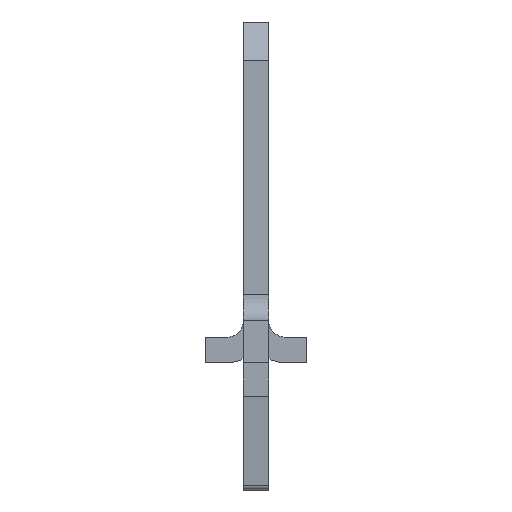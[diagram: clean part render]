
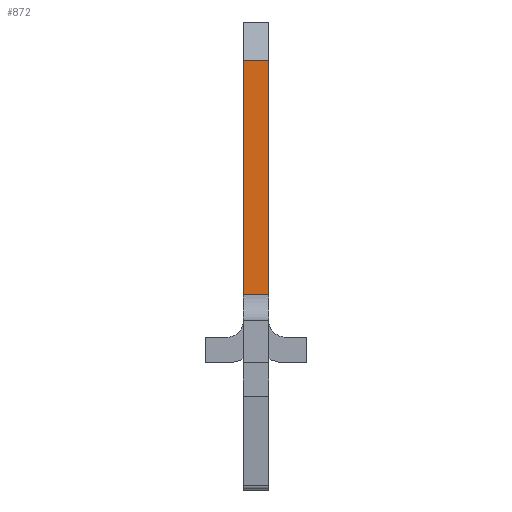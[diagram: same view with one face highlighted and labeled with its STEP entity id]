
A CAD part, top view. The second image highlights one B-rep face of the part: STEP entity #872.
In plain terms, the highlighted planar face has unit normal (0, 0, 1).
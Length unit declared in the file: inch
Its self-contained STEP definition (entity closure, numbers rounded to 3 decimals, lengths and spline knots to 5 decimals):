
#10 = CARTESIAN_POINT ( 'NONE',  ( -0.015, 0.08, 0.125 ) ) ;
#46 = EDGE_CURVE ( 'NONE', #728, #543, #535, .T. ) ;
#98 = CARTESIAN_POINT ( 'NONE',  ( 0.015, 0., 0.125 ) ) ;
#115 = LINE ( 'NONE', #1101, #1195 ) ;
#129 = EDGE_CURVE ( 'NONE', #706, #195, #492, .T. ) ;
#171 = DIRECTION ( 'NONE',  ( -1., 0., 0. ) ) ;
#195 = VERTEX_POINT ( 'NONE', #1191 ) ;
#283 = LINE ( 'NONE', #1103, #811 ) ;
#307 = ORIENTED_EDGE ( 'NONE', *, *, #46, .F. ) ;
#308 = CARTESIAN_POINT ( 'NONE',  ( -0.015, 0.357, 0.125 ) ) ;
#317 = CARTESIAN_POINT ( 'NONE',  ( -0.015, 0., 0.125 ) ) ;
#318 = EDGE_CURVE ( 'NONE', #728, #706, #115, .T. ) ;
#342 = VECTOR ( 'NONE', #929, 39.37008 ) ;
#401 = VECTOR ( 'NONE', #541, 39.37008 ) ;
#444 = EDGE_LOOP ( 'NONE', ( #521, #1084, #307, #685 ) ) ;
#492 = LINE ( 'NONE', #98, #342 ) ;
#521 = ORIENTED_EDGE ( 'NONE', *, *, #129, .T. ) ;
#535 = LINE ( 'NONE', #317, #401 ) ;
#541 = DIRECTION ( 'NONE',  ( 0., 1., 0. ) ) ;
#543 = VERTEX_POINT ( 'NONE', #308 ) ;
#570 = CARTESIAN_POINT ( 'NONE',  ( 0.015, 0.08, 0.125 ) ) ;
#630 = DIRECTION ( 'NONE',  ( 1., 0., 0. ) ) ;
#685 = ORIENTED_EDGE ( 'NONE', *, *, #318, .T. ) ;
#706 = VERTEX_POINT ( 'NONE', #570 ) ;
#716 = DIRECTION ( 'NONE',  ( 1., 0., 0. ) ) ;
#719 = PLANE ( 'NONE',  #1088 ) ;
#728 = VERTEX_POINT ( 'NONE', #10 ) ;
#811 = VECTOR ( 'NONE', #171, 39.37008 ) ;
#872 = ADVANCED_FACE ( 'NONE', ( #1434 ), #719, .T. ) ;
#929 = DIRECTION ( 'NONE',  ( 0., 1., 0. ) ) ;
#974 = CARTESIAN_POINT ( 'NONE',  ( 0.015, 0., 0.125 ) ) ;
#1072 = EDGE_CURVE ( 'NONE', #195, #543, #283, .T. ) ;
#1084 = ORIENTED_EDGE ( 'NONE', *, *, #1072, .T. ) ;
#1088 = AXIS2_PLACEMENT_3D ( 'NONE', #974, #1477, #716 ) ;
#1101 = CARTESIAN_POINT ( 'NONE',  ( 0.015, 0.08, 0.125 ) ) ;
#1103 = CARTESIAN_POINT ( 'NONE',  ( -0.015, 0.357, 0.125 ) ) ;
#1191 = CARTESIAN_POINT ( 'NONE',  ( 0.015, 0.357, 0.125 ) ) ;
#1195 = VECTOR ( 'NONE', #630, 39.37008 ) ;
#1434 = FACE_OUTER_BOUND ( 'NONE', #444, .T. ) ;
#1477 = DIRECTION ( 'NONE',  ( 0., 0., 1. ) ) ;
